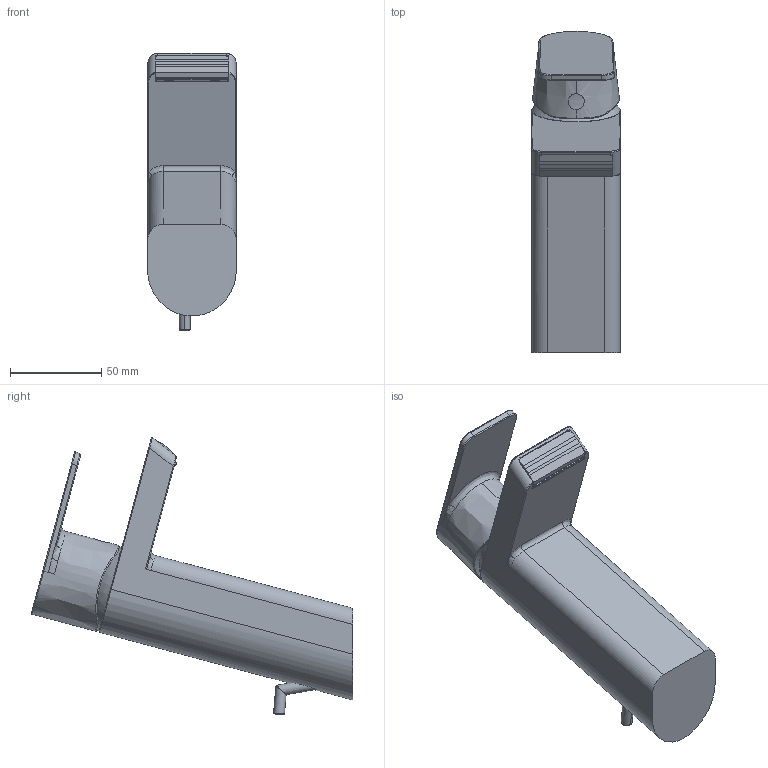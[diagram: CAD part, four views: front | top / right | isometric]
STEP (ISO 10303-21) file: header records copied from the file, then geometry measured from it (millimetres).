
FILE_DESCRIPTION (( 'STEP AP203' ), '1' );
FILE_NAME ('57092273(2021).STEP', '2020-12-18T10:18:46', ( '' ), ( '' ), 'SwSTEP 2.0', 'SolidWorks 2016', '' );
FILE_SCHEMA (( 'CONFIG_CONTROL_DESIGN' ));
Length unit declared in the file: millimetre
Products named in the file (1): 57092273(2021)
Bounding box: 48.5 x 175.76 x 151.88 mm (x, y, z)
Volume: 402145.1 mm3; surface area: 46211.6 mm2
Topology: 1 solids, 1 shells, 169 faces, 463 edges, 284 vertices
Faces by surface type: bspline 69, plane 51, cylinder 42, cone 4, torus 2, sphere 1
Entity records: 12746 total; most frequent: CARTESIAN_POINT 8937, ORIENTED_EDGE 910, DIRECTION 595, EDGE_CURVE 455, VERTEX_POINT 283, LINE 207, VECTOR 207, AXIS2_PLACEMENT_3D 194
